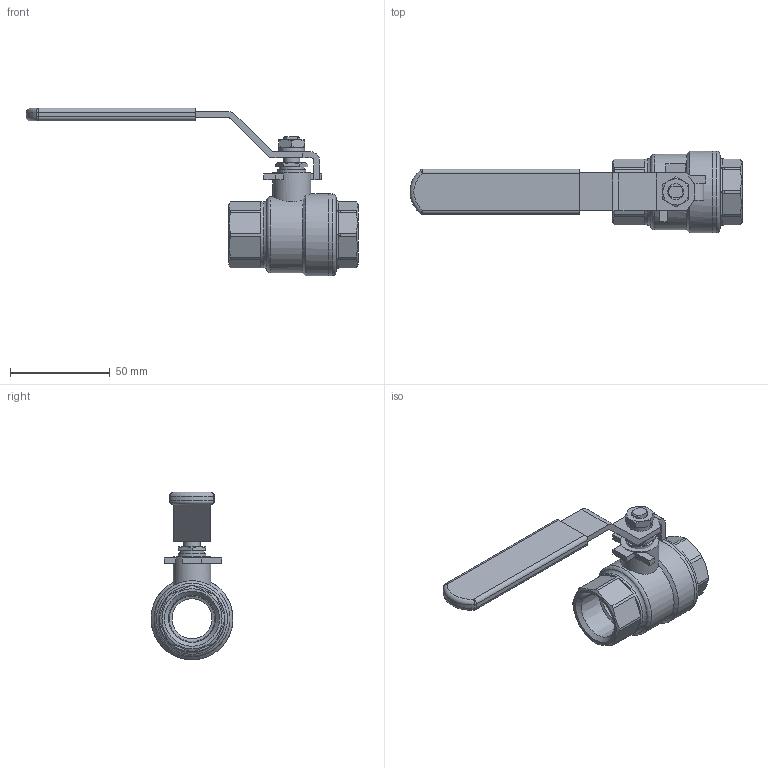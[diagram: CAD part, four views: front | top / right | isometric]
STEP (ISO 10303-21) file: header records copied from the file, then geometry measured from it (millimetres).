
FILE_DESCRIPTION(('STEP AP214'),'1');
FILE_NAME('3-4.stp','2022-06-21T06:44:53',(' '),(' '),'Spatial InterOp 3D',' ',' ');
FILE_SCHEMA(('AUTOMOTIVE_DESIGN { 1 0 10303 214 1 1 1 1 }'));
Length unit declared in the file: millimetre
Products named in the file (12): 2PC轻型阀杆; 止推垫圈; 中轴填料; 压紧螺母; 手柄; 螺母 ： 标准 - M8.0 x 4.0; 垫圈 ： 单圈弹簧 - M8.0 x 2.1; 手柄套; 壳体; 阀盖; 密封垫圈
Assembly tree (11 placements, depth 2):
  (unnamed)
    2PC轻型阀杆
    止推垫圈
    中轴填料
    压紧螺母
    手柄
    螺母 ： 标准 - M8.0 x 4.0
    垫圈 ： 单圈弹簧 - M8.0 x 2.1
    手柄套
    壳体
    阀盖
    密封垫圈
Bounding box: 166.05 x 41 x 83.8 mm (x, y, z)
Volume: 51281.7 mm3; surface area: 38799.3 mm2
Topology: 11 solids, 11 shells, 251 faces, 587 edges, 367 vertices
Faces by surface type: plane 118, cylinder 60, cone 35, bspline 18, torus 15, sphere 5
Full cylindrical faces by diameter (mm): 8 x2, 9.2 x2, 9.5 x1, 9.6 x1, 12 x2, 12.3 x1, 12.4 x1, 12.5 x2, 14 x1, 19 x1, 20 x2, 28 x2, 33 x1, 33.2 x1, 34.4 x1, 36 x2, 36.5 x1, 38 x1, 39 x2, 41 x2
Entity records: 9947 total; most frequent: CARTESIAN_POINT 2394, DIRECTION 1074, ORIENTED_EDGE 1042, EDGE_CURVE 521, AXIS2_PLACEMENT_3D 433, VERTEX_POINT 355, EDGE_LOOP 332, FACE_OUTER_BOUND 285
